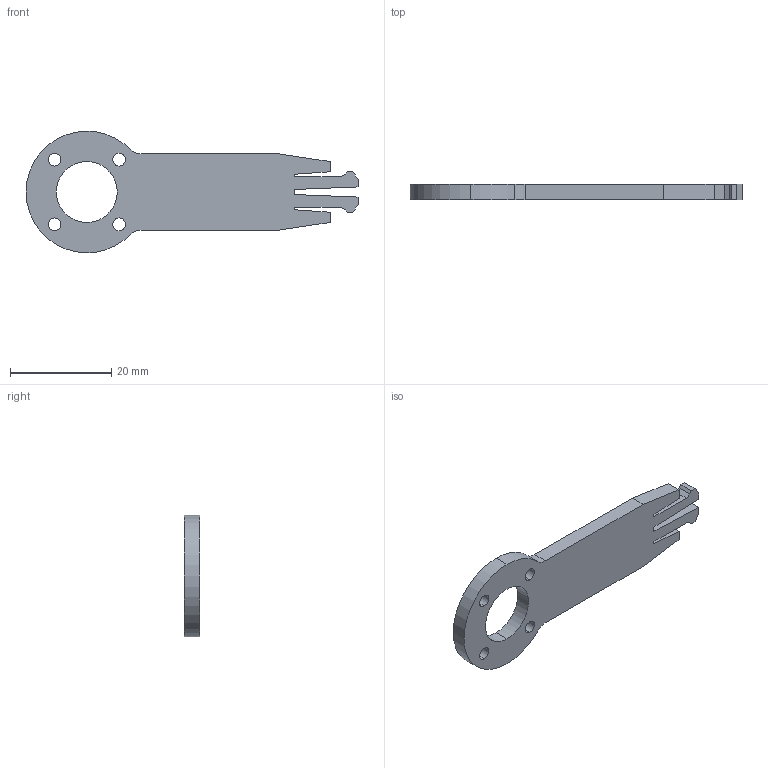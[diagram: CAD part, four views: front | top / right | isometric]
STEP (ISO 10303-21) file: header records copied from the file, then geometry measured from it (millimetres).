
FILE_DESCRIPTION (( 'STEP AP203' ), '1' );
FILE_NAME ('lever-mid.step', '2015-02-17T13:11:30', ( 'Cesar' ), ( '' ), 'SwSTEP 2.0', 'SolidWorks 2013', '' );
FILE_SCHEMA (( 'CONFIG_CONTROL_DESIGN' ));
Length unit declared in the file: millimetre
Products named in the file (1): lever-mid
Bounding box: 65.5 x 3 x 24 mm (x, y, z)
Volume: 2595.4 mm3; surface area: 2572.6 mm2
Topology: 1 solids, 1 shells, 42 faces, 120 edges, 80 vertices
Faces by surface type: plane 27, cylinder 15
Entity records: 1471 total; most frequent: CARTESIAN_POINT 243, ORIENTED_EDGE 240, DIRECTION 236, EDGE_CURVE 120, LINE 90, VECTOR 90, VERTEX_POINT 80, AXIS2_PLACEMENT_3D 73
